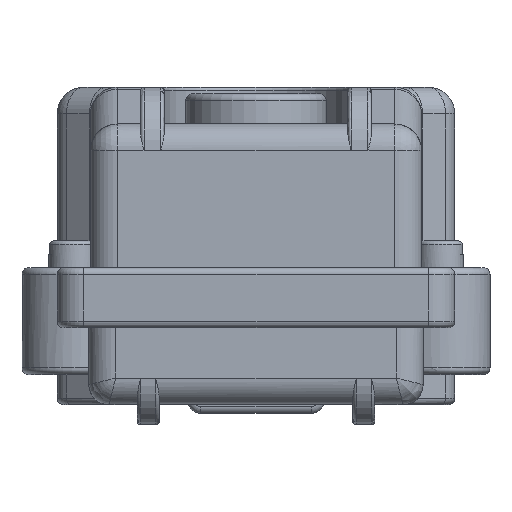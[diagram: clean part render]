
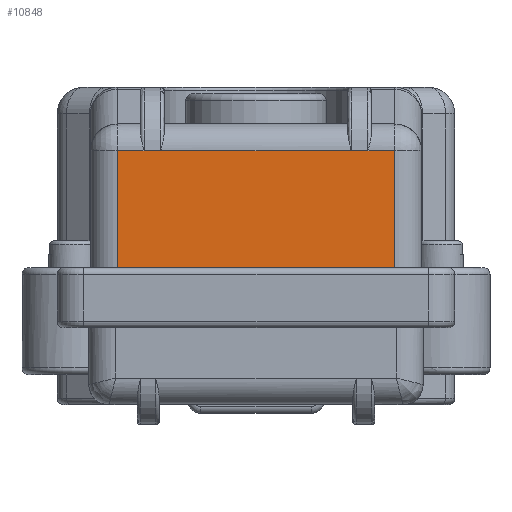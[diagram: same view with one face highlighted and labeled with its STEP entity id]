
A CAD part, front view. The second image highlights one B-rep face of the part: STEP entity #10848.
In plain terms, the highlighted planar face has unit normal (0, -1, 0).
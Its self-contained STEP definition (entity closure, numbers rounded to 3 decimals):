
#667 = LINE ( 'NONE', #4735, #9727 ) ;
#1081 = CARTESIAN_POINT ( 'NONE',  ( 14.25, 63., 15.75 ) ) ;
#1373 = CARTESIAN_POINT ( 'NONE',  ( -20.75, 63., 15.75 ) ) ;
#1685 = DIRECTION ( 'NONE',  ( -1., 0., 0. ) ) ;
#1848 = LINE ( 'NONE', #5432, #5287 ) ;
#1937 = VERTEX_POINT ( 'NONE', #11634 ) ;
#2066 = VERTEX_POINT ( 'NONE', #7872 ) ;
#2183 = LINE ( 'NONE', #9035, #11069 ) ;
#2186 = VECTOR ( 'NONE', #13741, 1000. ) ;
#2224 = EDGE_CURVE ( 'NONE', #2066, #7470, #2183, .T. ) ;
#2415 = EDGE_CURVE ( 'NONE', #11507, #13656, #12306, .T. ) ;
#2424 = VECTOR ( 'NONE', #1685, 1000. ) ;
#2539 = CARTESIAN_POINT ( 'NONE',  ( -20.75, 63., 0. ) ) ;
#2699 = CARTESIAN_POINT ( 'NONE',  ( 0., 63., 15.75 ) ) ;
#3065 = VECTOR ( 'NONE', #4486, 1000. ) ;
#3115 = LINE ( 'NONE', #7060, #2424 ) ;
#3675 = DIRECTION ( 'NONE',  ( 1., 0., 0. ) ) ;
#4042 = CARTESIAN_POINT ( 'NONE',  ( -14.25, 63., 15.75 ) ) ;
#4146 = VERTEX_POINT ( 'NONE', #9461 ) ;
#4188 = ORIENTED_EDGE ( 'NONE', *, *, #8853, .T. ) ;
#4428 = CARTESIAN_POINT ( 'NONE',  ( -16.75, 63., 15.75 ) ) ;
#4486 = DIRECTION ( 'NONE',  ( 0., 0., -1. ) ) ;
#4542 = EDGE_CURVE ( 'NONE', #4146, #10924, #667, .T. ) ;
#4735 = CARTESIAN_POINT ( 'NONE',  ( -24.75, 63., -1.75 ) ) ;
#5244 = DIRECTION ( 'NONE',  ( 0., 0., 1. ) ) ;
#5287 = VECTOR ( 'NONE', #8770, 1000. ) ;
#5342 = CARTESIAN_POINT ( 'NONE',  ( 0., 63., 0. ) ) ;
#5432 = CARTESIAN_POINT ( 'NONE',  ( 20.75, 63., 0. ) ) ;
#5803 = LINE ( 'NONE', #2699, #2186 ) ;
#5815 = AXIS2_PLACEMENT_3D ( 'NONE', #5342, #13951, #5244 ) ;
#6095 = EDGE_CURVE ( 'NONE', #6384, #4146, #12142, .T. ) ;
#6143 = VECTOR ( 'NONE', #8569, 1000. ) ;
#6384 = VERTEX_POINT ( 'NONE', #10234 ) ;
#6415 = EDGE_CURVE ( 'NONE', #1937, #2066, #5803, .T. ) ;
#6619 = EDGE_LOOP ( 'NONE', ( #13683, #13551, #4188, #12296, #11782, #12848, #9234, #10965 ) ) ;
#6935 = DIRECTION ( 'NONE',  ( -1., 0., 0. ) ) ;
#7060 = CARTESIAN_POINT ( 'NONE',  ( -13.75, 63., 15.75 ) ) ;
#7239 = VECTOR ( 'NONE', #6935, 1000. ) ;
#7470 = VERTEX_POINT ( 'NONE', #1081 ) ;
#7872 = CARTESIAN_POINT ( 'NONE',  ( 16.75, 63., 15.75 ) ) ;
#8569 = DIRECTION ( 'NONE',  ( -1., 0., 0. ) ) ;
#8770 = DIRECTION ( 'NONE',  ( 0., 0., 1. ) ) ;
#8853 = EDGE_CURVE ( 'NONE', #7470, #11507, #3115, .T. ) ;
#9035 = CARTESIAN_POINT ( 'NONE',  ( 0., 63., 15.75 ) ) ;
#9234 = ORIENTED_EDGE ( 'NONE', *, *, #4542, .T. ) ;
#9461 = CARTESIAN_POINT ( 'NONE',  ( -20.75, 63., -1.75 ) ) ;
#9540 = CARTESIAN_POINT ( 'NONE',  ( 0., 63., 15.75 ) ) ;
#9727 = VECTOR ( 'NONE', #3675, 1000. ) ;
#10225 = EDGE_CURVE ( 'NONE', #10924, #1937, #1848, .T. ) ;
#10234 = CARTESIAN_POINT ( 'NONE',  ( -20.75, 63., 15.75 ) ) ;
#10264 = DIRECTION ( 'NONE',  ( -1., 0., 0. ) ) ;
#10380 = FACE_OUTER_BOUND ( 'NONE', #6619, .T. ) ;
#10848 = ADVANCED_FACE ( 'NONE', ( #10380 ), #14036, .F. ) ;
#10924 = VERTEX_POINT ( 'NONE', #13990 ) ;
#10965 = ORIENTED_EDGE ( 'NONE', *, *, #10225, .T. ) ;
#11069 = VECTOR ( 'NONE', #10264, 1000. ) ;
#11507 = VERTEX_POINT ( 'NONE', #4042 ) ;
#11634 = CARTESIAN_POINT ( 'NONE',  ( 20.75, 63., 15.75 ) ) ;
#11782 = ORIENTED_EDGE ( 'NONE', *, *, #13379, .T. ) ;
#12142 = LINE ( 'NONE', #2539, #3065 ) ;
#12187 = LINE ( 'NONE', #1373, #7239 ) ;
#12296 = ORIENTED_EDGE ( 'NONE', *, *, #2415, .T. ) ;
#12306 = LINE ( 'NONE', #9540, #6143 ) ;
#12848 = ORIENTED_EDGE ( 'NONE', *, *, #6095, .T. ) ;
#13379 = EDGE_CURVE ( 'NONE', #13656, #6384, #12187, .T. ) ;
#13551 = ORIENTED_EDGE ( 'NONE', *, *, #2224, .T. ) ;
#13656 = VERTEX_POINT ( 'NONE', #4428 ) ;
#13683 = ORIENTED_EDGE ( 'NONE', *, *, #6415, .T. ) ;
#13741 = DIRECTION ( 'NONE',  ( -1., 0., 0. ) ) ;
#13951 = DIRECTION ( 'NONE',  ( 0., 1., 0. ) ) ;
#13990 = CARTESIAN_POINT ( 'NONE',  ( 20.75, 63., -1.75 ) ) ;
#14036 = PLANE ( 'NONE',  #5815 ) ;
